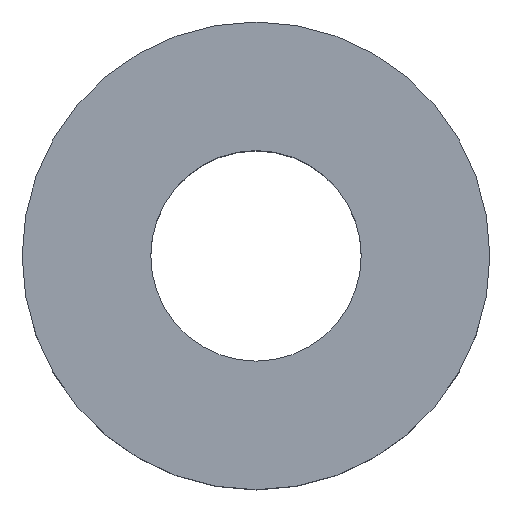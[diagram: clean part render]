
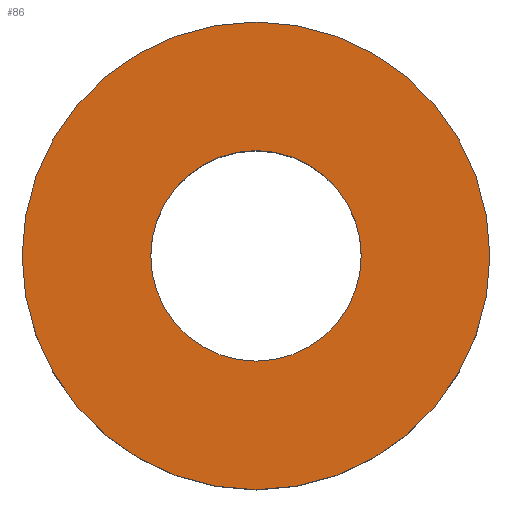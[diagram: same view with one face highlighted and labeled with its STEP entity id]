
A CAD part, top view. The second image highlights one B-rep face of the part: STEP entity #86.
In plain terms, the highlighted face is planar.
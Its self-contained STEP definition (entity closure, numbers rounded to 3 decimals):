
#24=PLANE('',#111);
#31=ORIENTED_EDGE('',*,*,#41,.F.);
#32=ORIENTED_EDGE('',*,*,#39,.F.);
#39=EDGE_CURVE('',#45,#45,#51,.T.);
#41=EDGE_CURVE('',#47,#47,#53,.T.);
#45=VERTEX_POINT('',#149);
#47=VERTEX_POINT('',#154);
#51=CIRCLE('',#106,2.25);
#53=CIRCLE('',#109,5.);
#61=EDGE_LOOP('',(#31));
#62=EDGE_LOOP('',(#32));
#73=FACE_BOUND('',#61,.T.);
#74=FACE_BOUND('',#62,.T.);
#86=ADVANCED_FACE('',(#73,#74),#24,.F.);
#106=AXIS2_PLACEMENT_3D('',#148,#122,#123);
#109=AXIS2_PLACEMENT_3D('',#153,#128,#129);
#111=AXIS2_PLACEMENT_3D('',#157,#132,#133);
#122=DIRECTION('',(1.,0.,0.));
#123=DIRECTION('',(0.,1.,0.));
#128=DIRECTION('',(-1.,0.,0.));
#129=DIRECTION('',(0.,0.,1.));
#132=DIRECTION('',(-1.,0.,0.));
#133=DIRECTION('',(0.,0.,1.));
#148=CARTESIAN_POINT('',(5.6,0.,0.));
#149=CARTESIAN_POINT('',(5.6,2.25,0.));
#153=CARTESIAN_POINT('',(5.6,0.,0.));
#154=CARTESIAN_POINT('',(5.6,0.,5.));
#157=CARTESIAN_POINT('',(5.6,0.,0.));
